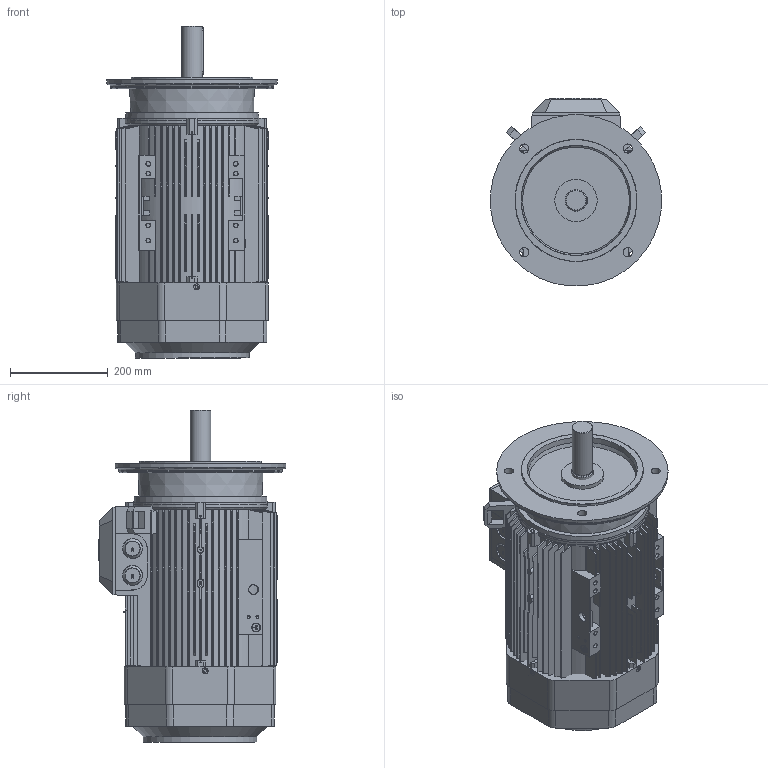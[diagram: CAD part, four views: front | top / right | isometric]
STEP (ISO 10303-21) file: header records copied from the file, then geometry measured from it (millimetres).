
FILE_DESCRIPTION((''),'2;1');
FILE_NAME('3GZV100086-12.stp','2015-07-02T11:11:30',('sejotaa1'),(''),'Autodesk Inventor 2011','Autodesk Inventor 2011','');
FILE_SCHEMA(('AUTOMOTIVE_DESIGN { 1 0 10303 214 1 1 1 1 }'));
Length unit declared in the file: millimetre
Products named in the file (1): 3GZV100086-12_Shrinkwrap_1
Bounding box: 349.71 x 384.5 x 679.38 mm (x, y, z)
Volume: 17772148.7 mm3; surface area: 3460899.9 mm2
Topology: 9 solids, 1907 shells, 2098 faces, 9822 edges, 9523 vertices
Faces by surface type: plane 1390, cone 361, cylinder 226, bspline 112, torus 9
Full cylindrical faces by diameter (mm): 6 x4, 8.5 x16, 13 x2, 14 x2, 16.4 x2, 16.629 x1, 16.969 x2, 17.226 x1, 17.568 x2, 19 x4, 40 x1, 41.4 x1, 42 x1, 42.5 x1, 44.4 x2, 45 x3, 53 x1, 86.511 x1, 232.314 x1, 250 x1, 258.274 x2, 335 x1
Entity records: 123064 total; most frequent: CARTESIAN_POINT 38564, DIRECTION 13305, ORIENTED_EDGE 10046, EDGE_CURVE 9632, VERTEX_POINT 9504, VECTOR 6011, LINE 6011, AXIS2_PLACEMENT_3D 3647
